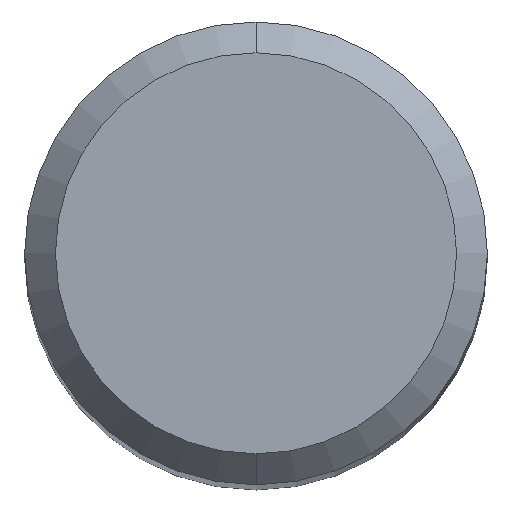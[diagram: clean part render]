
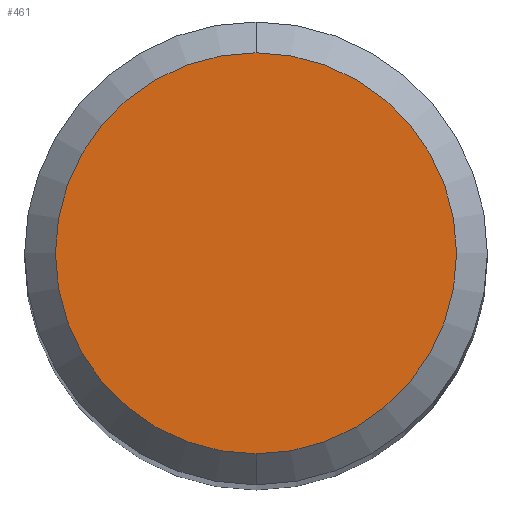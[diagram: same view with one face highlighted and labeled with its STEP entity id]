
A CAD part, top view. The second image highlights one B-rep face of the part: STEP entity #461.
In plain terms, the highlighted planar face has unit normal (0, 0, 1).
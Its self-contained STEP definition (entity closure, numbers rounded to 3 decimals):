
#343=VERTEX_POINT('',#962);
#437=EDGE_CURVE('',#703,#343,#1069,.T.);
#461=ADVANCED_FACE('',(#1095),#1096,.T.);
#625=EDGE_CURVE('',#343,#703,#1277,.T.);
#703=VERTEX_POINT('',#1360);
#962=CARTESIAN_POINT('',(0.,-2.6,0.0));
#1069=CIRCLE('',#3402,2.6);
#1095=FACE_OUTER_BOUND('',#3478,.T.);
#1096=PLANE('',#3479);
#1277=CIRCLE('',#6386,2.6);
#1360=CARTESIAN_POINT('',(0.0,2.6,0.0));
#3402=AXIS2_PLACEMENT_3D('',#9715,#9716,#9717);
#3478=EDGE_LOOP('',(#9743,#9744));
#3479=AXIS2_PLACEMENT_3D('',#9745,#9746,#9747);
#6386=AXIS2_PLACEMENT_3D('',#9961,#9962,#9963);
#9715=CARTESIAN_POINT('',(0.0,0.0,0.0));
#9716=DIRECTION('',(0.0,0.0,-1.0));
#9717=DIRECTION('',(0.0,1.0,0.0));
#9743=ORIENTED_EDGE('',*,*,#437,.F.);
#9744=ORIENTED_EDGE('',*,*,#625,.F.);
#9745=CARTESIAN_POINT('',(0.0,1.3,0.0));
#9746=DIRECTION('',(-0.0,0.0,1.0));
#9747=DIRECTION('',(0.0,-1.0,0.0));
#9961=CARTESIAN_POINT('',(0.0,0.0,0.0));
#9962=DIRECTION('',(0.0,0.0,-1.0));
#9963=DIRECTION('',(0.0,1.0,0.0));
